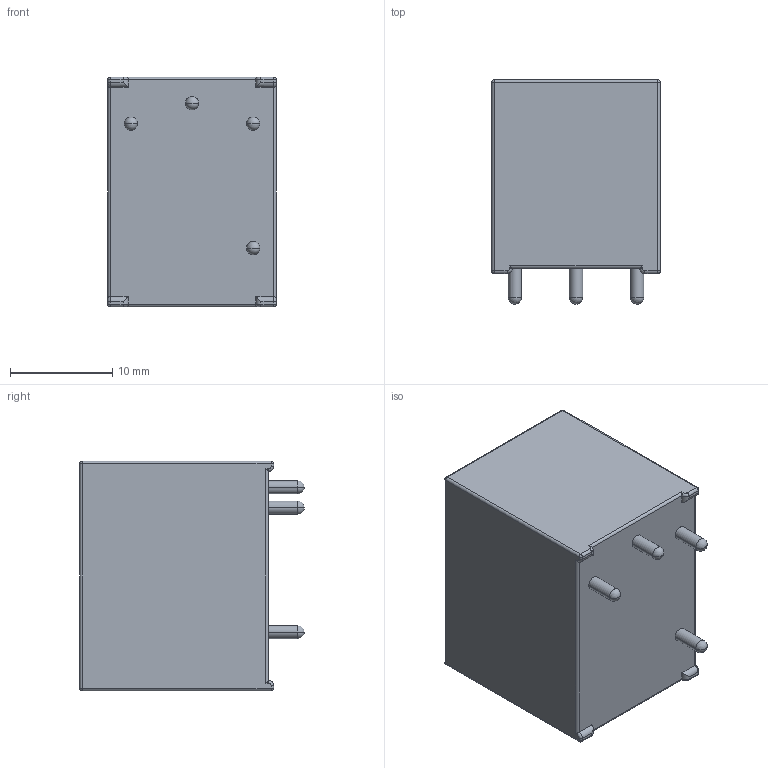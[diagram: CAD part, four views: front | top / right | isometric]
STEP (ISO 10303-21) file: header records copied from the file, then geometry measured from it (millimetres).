
FILE_DESCRIPTION (( 'STEP AP214' ), '1' );
FILE_NAME ('G5LE-1A-VDDC12.STEP', '2019-11-09T01:27:07', ( '' ), ( '' ), 'SwSTEP 2.0', 'SolidWorks 2018', '' );
FILE_SCHEMA (( 'AUTOMOTIVE_DESIGN' ));
Length unit declared in the file: millimetre
Products named in the file (3): G5LE-1A-VDDC12; Relay_Body; Relay_Contacts
Assembly tree (2 placements, depth 2):
  G5LE-1A-VDDC12
    Relay_Body
    Relay_Contacts
Bounding box: 16.5 x 22 x 22.5 mm (x, y, z)
Volume: 6885.8 mm3; surface area: 2264.3 mm2
Topology: 5 solids, 5 shells, 94 faces, 212 edges, 116 vertices
Faces by surface type: cylinder 52, plane 18, sphere 16, torus 8
Entity records: 2549 total; most frequent: DIRECTION 470, CARTESIAN_POINT 431, ORIENTED_EDGE 376, AXIS2_PLACEMENT_3D 195, EDGE_CURVE 188, VERTEX_POINT 108, EDGE_LOOP 98, CIRCLE 96
